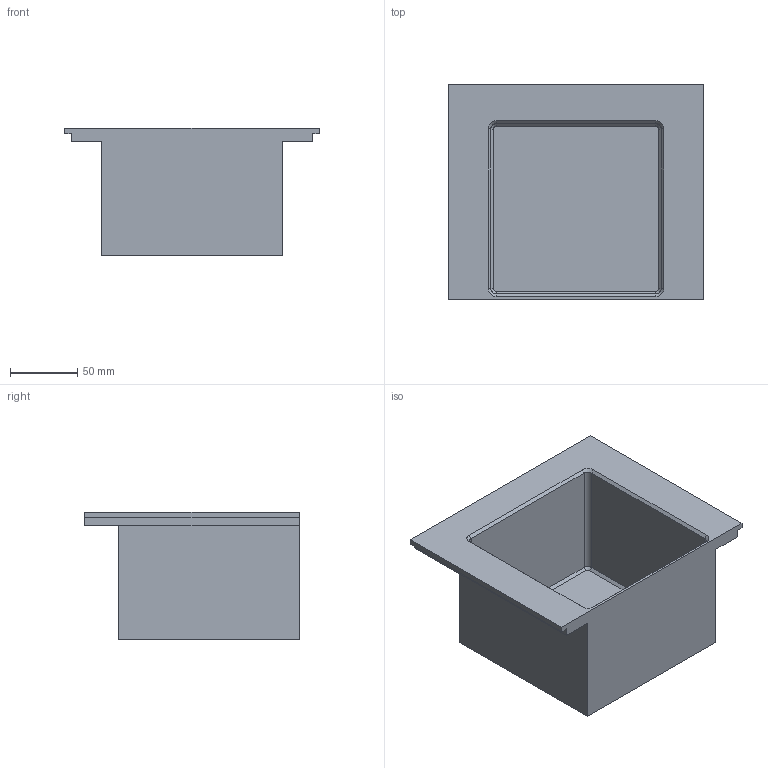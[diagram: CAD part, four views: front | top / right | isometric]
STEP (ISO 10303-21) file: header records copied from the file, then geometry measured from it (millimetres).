
FILE_DESCRIPTION(/* description */ (''),/* implementation_level */ '2;1');
FILE_NAME(/* name */ 'Tesla Model Y Mason Jar Cupholder.step',/* time_stamp */ '2025-08-08T12:54:54-05:00',/* author */ (''),/* organization */ (''),/* preprocessor_version */ 'ST-DEVELOPER v20.1',/* originating_system */ 'Autodesk Translation Framework v14.4.0.0',/* authorisation */ '');
FILE_SCHEMA (('AUTOMOTIVE_DESIGN { 1 0 10303 214 3 1 1 }'));
Length unit declared in the file: millimetre
Products named in the file (2): (Unsaved); v2
Assembly tree (1 placements, depth 2):
  (Unsaved)
    v2
Bounding box: 190 x 160 x 95 mm (x, y, z)
Volume: 393134.4 mm3; surface area: 157507.7 mm2
Topology: 1 solids, 1 shells, 39 faces, 92 edges, 56 vertices
Faces by surface type: plane 27, cone 8, cylinder 4
Entity records: 1147 total; most frequent: DIRECTION 192, CARTESIAN_POINT 190, ORIENTED_EDGE 184, EDGE_CURVE 92, LINE 76, VECTOR 76, AXIS2_PLACEMENT_3D 58, VERTEX_POINT 56
